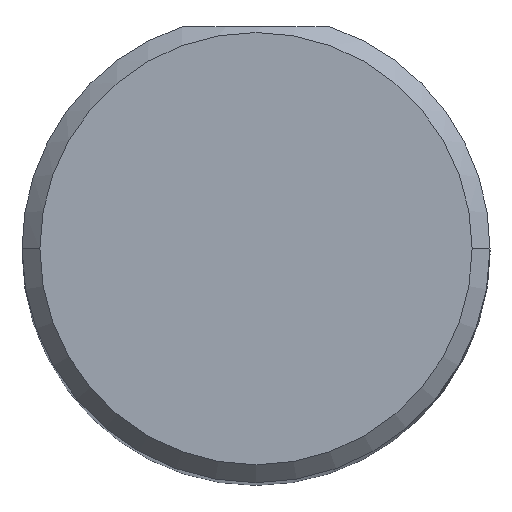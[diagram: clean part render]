
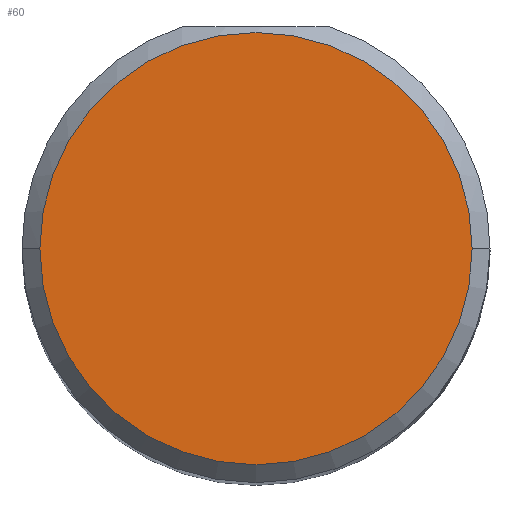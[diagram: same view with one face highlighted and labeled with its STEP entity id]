
A CAD part, top view. The second image highlights one B-rep face of the part: STEP entity #60.
In plain terms, the highlighted planar face has unit normal (0, 0, 1).
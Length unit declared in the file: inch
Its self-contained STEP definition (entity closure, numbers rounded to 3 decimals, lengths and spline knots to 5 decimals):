
#36 = DIRECTION ( 'NONE',  ( 0., 0., 1. ) ) ;
#60 = ADVANCED_FACE ( 'NONE', ( #477 ), #399, .T. ) ;
#64 = VERTEX_POINT ( 'NONE', #397 ) ;
#164 = CARTESIAN_POINT ( 'NONE',  ( 0., 0., 2.83465 ) ) ;
#196 = ORIENTED_EDGE ( 'NONE', *, *, #478, .T. ) ;
#203 = AXIS2_PLACEMENT_3D ( 'NONE', #213, #224, #337 ) ;
#213 = CARTESIAN_POINT ( 'NONE',  ( 0., 0., 2.83465 ) ) ;
#218 = VERTEX_POINT ( 'NONE', #327 ) ;
#224 = DIRECTION ( 'NONE',  ( 0., 0., 1. ) ) ;
#239 = CARTESIAN_POINT ( 'NONE',  ( 0., 0., 2.83465 ) ) ;
#256 = EDGE_CURVE ( 'NONE', #218, #64, #432, .T. ) ;
#286 = DIRECTION ( 'NONE',  ( 0., 0., 1. ) ) ;
#327 = CARTESIAN_POINT ( 'NONE',  ( -0.18185, 0., 2.83465 ) ) ;
#337 = DIRECTION ( 'NONE',  ( 1., 0., 0. ) ) ;
#341 = CIRCLE ( 'NONE', #517, 0.18185 ) ;
#397 = CARTESIAN_POINT ( 'NONE',  ( 0.18185, 0., 2.83465 ) ) ;
#399 = PLANE ( 'NONE',  #405 ) ;
#405 = AXIS2_PLACEMENT_3D ( 'NONE', #164, #286, #443 ) ;
#418 = EDGE_LOOP ( 'NONE', ( #500, #196 ) ) ;
#432 = CIRCLE ( 'NONE', #203, 0.18185 ) ;
#443 = DIRECTION ( 'NONE',  ( 1., 0., 0. ) ) ;
#477 = FACE_OUTER_BOUND ( 'NONE', #418, .T. ) ;
#478 = EDGE_CURVE ( 'NONE', #64, #218, #341, .T. ) ;
#480 = DIRECTION ( 'NONE',  ( 1., 0., 0. ) ) ;
#500 = ORIENTED_EDGE ( 'NONE', *, *, #256, .T. ) ;
#517 = AXIS2_PLACEMENT_3D ( 'NONE', #239, #36, #480 ) ;
